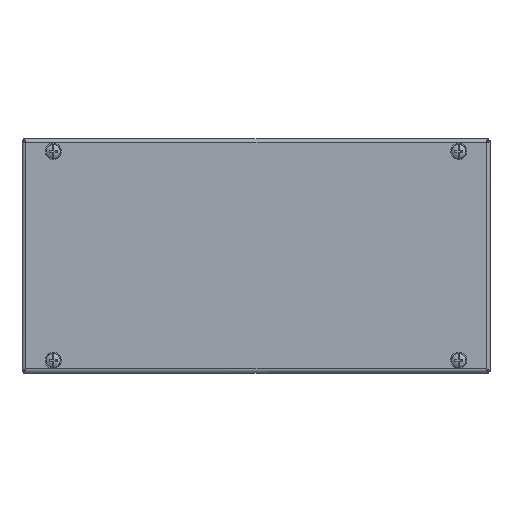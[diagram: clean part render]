
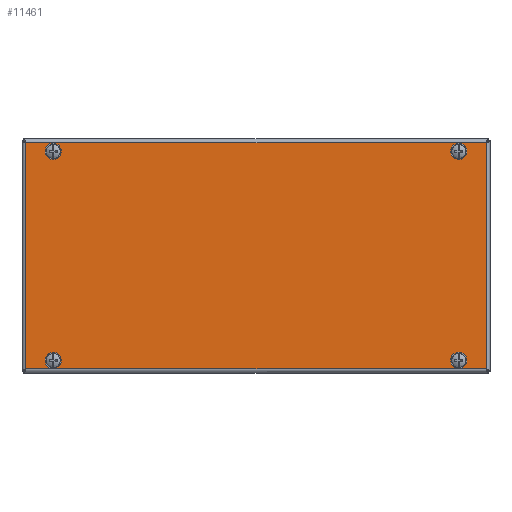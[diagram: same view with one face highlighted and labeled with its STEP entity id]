
A CAD part, top view. The second image highlights one B-rep face of the part: STEP entity #11461.
In plain terms, the highlighted face is planar.
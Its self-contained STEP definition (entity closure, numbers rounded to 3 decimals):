
#11461 = ADVANCED_FACE('',(#11462,#11473,#11484,#11495,#11506),#11540,
  .F.);
#11462 = FACE_BOUND('',#11463,.T.);
#11463 = EDGE_LOOP('',(#11464));
#11464 = ORIENTED_EDGE('',*,*,#11465,.F.);
#11465 = EDGE_CURVE('',#11466,#11466,#11468,.T.);
#11466 = VERTEX_POINT('',#11467);
#11467 = CARTESIAN_POINT('',(134.,-67.,-0.));
#11468 = CIRCLE('',#11469,4.);
#11469 = AXIS2_PLACEMENT_3D('',#11470,#11471,#11472);
#11470 = CARTESIAN_POINT('',(130.,-67.,-0.));
#11471 = DIRECTION('',(0.,0.,-1.));
#11472 = DIRECTION('',(1.,0.,0.));
#11473 = FACE_BOUND('',#11474,.T.);
#11474 = EDGE_LOOP('',(#11475));
#11475 = ORIENTED_EDGE('',*,*,#11476,.F.);
#11476 = EDGE_CURVE('',#11477,#11477,#11479,.T.);
#11477 = VERTEX_POINT('',#11478);
#11478 = CARTESIAN_POINT('',(-134.,-67.,0.));
#11479 = CIRCLE('',#11480,4.);
#11480 = AXIS2_PLACEMENT_3D('',#11481,#11482,#11483);
#11481 = CARTESIAN_POINT('',(-130.,-67.,0.));
#11482 = DIRECTION('',(0.,0.,-1.));
#11483 = DIRECTION('',(-1.,0.,0.));
#11484 = FACE_BOUND('',#11485,.T.);
#11485 = EDGE_LOOP('',(#11486));
#11486 = ORIENTED_EDGE('',*,*,#11487,.F.);
#11487 = EDGE_CURVE('',#11488,#11488,#11490,.T.);
#11488 = VERTEX_POINT('',#11489);
#11489 = CARTESIAN_POINT('',(-126.,67.,0.));
#11490 = CIRCLE('',#11491,4.);
#11491 = AXIS2_PLACEMENT_3D('',#11492,#11493,#11494);
#11492 = CARTESIAN_POINT('',(-130.,67.,0.));
#11493 = DIRECTION('',(0.,0.,-1.));
#11494 = DIRECTION('',(1.,0.,0.));
#11495 = FACE_BOUND('',#11496,.T.);
#11496 = EDGE_LOOP('',(#11497));
#11497 = ORIENTED_EDGE('',*,*,#11498,.F.);
#11498 = EDGE_CURVE('',#11499,#11499,#11501,.T.);
#11499 = VERTEX_POINT('',#11500);
#11500 = CARTESIAN_POINT('',(126.,67.,0.));
#11501 = CIRCLE('',#11502,4.);
#11502 = AXIS2_PLACEMENT_3D('',#11503,#11504,#11505);
#11503 = CARTESIAN_POINT('',(130.,67.,0.));
#11504 = DIRECTION('',(0.,0.,-1.));
#11505 = DIRECTION('',(-1.,0.,0.));
#11506 = FACE_BOUND('',#11507,.T.);
#11507 = EDGE_LOOP('',(#11508,#11518,#11526,#11534));
#11508 = ORIENTED_EDGE('',*,*,#11509,.T.);
#11509 = EDGE_CURVE('',#11510,#11512,#11514,.T.);
#11510 = VERTEX_POINT('',#11511);
#11511 = CARTESIAN_POINT('',(147.5,-72.5,0.));
#11512 = VERTEX_POINT('',#11513);
#11513 = CARTESIAN_POINT('',(-147.5,-72.5,0.));
#11514 = LINE('',#11515,#11516);
#11515 = CARTESIAN_POINT('',(148.743,-72.5,0.));
#11516 = VECTOR('',#11517,1.);
#11517 = DIRECTION('',(-1.,0.,0.));
#11518 = ORIENTED_EDGE('',*,*,#11519,.T.);
#11519 = EDGE_CURVE('',#11512,#11520,#11522,.T.);
#11520 = VERTEX_POINT('',#11521);
#11521 = CARTESIAN_POINT('',(-147.5,72.5,0.));
#11522 = LINE('',#11523,#11524);
#11523 = CARTESIAN_POINT('',(-147.5,-73.743,0.)
  );
#11524 = VECTOR('',#11525,1.);
#11525 = DIRECTION('',(-0.,1.,-0.));
#11526 = ORIENTED_EDGE('',*,*,#11527,.T.);
#11527 = EDGE_CURVE('',#11520,#11528,#11530,.T.);
#11528 = VERTEX_POINT('',#11529);
#11529 = CARTESIAN_POINT('',(147.5,72.5,0.));
#11530 = LINE('',#11531,#11532);
#11531 = CARTESIAN_POINT('',(-148.743,72.5,0.));
#11532 = VECTOR('',#11533,1.);
#11533 = DIRECTION('',(1.,0.,0.));
#11534 = ORIENTED_EDGE('',*,*,#11535,.T.);
#11535 = EDGE_CURVE('',#11528,#11510,#11536,.T.);
#11536 = LINE('',#11537,#11538);
#11537 = CARTESIAN_POINT('',(147.5,73.743,0.));
#11538 = VECTOR('',#11539,1.);
#11539 = DIRECTION('',(-0.,-1.,-0.));
#11540 = PLANE('',#11541);
#11541 = AXIS2_PLACEMENT_3D('',#11542,#11543,#11544);
#11542 = CARTESIAN_POINT('',(-150.,75.,0.));
#11543 = DIRECTION('',(0.,-0.,1.));
#11544 = DIRECTION('',(1.,0.,0.));
